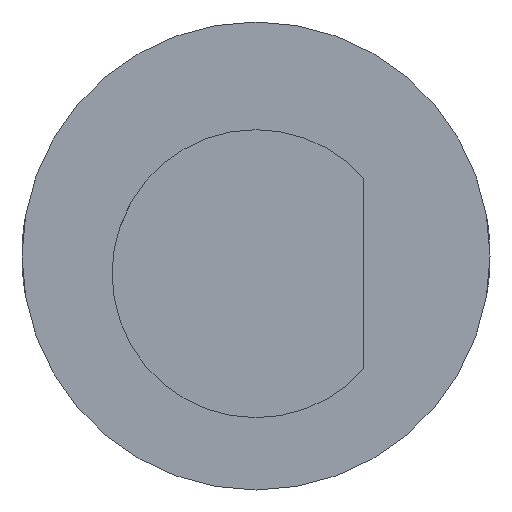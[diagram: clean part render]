
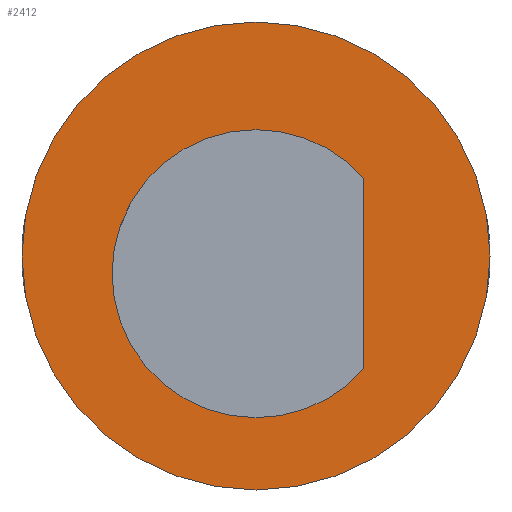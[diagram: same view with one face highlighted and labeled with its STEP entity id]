
A CAD part, front view. The second image highlights one B-rep face of the part: STEP entity #2412.
In plain terms, the highlighted planar face has unit normal (0, -1, 0).
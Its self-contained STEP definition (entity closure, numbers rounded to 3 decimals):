
#46 = EDGE_LOOP ( 'NONE', ( #1128, #413 ) ) ;
#70 = VECTOR ( 'NONE', #1957, 1000. ) ;
#154 = CARTESIAN_POINT ( 'NONE',  ( 0., 0., -10.32 ) ) ;
#213 = ORIENTED_EDGE ( 'NONE', *, *, #1690, .F. ) ;
#313 = VERTEX_POINT ( 'NONE', #1523 ) ;
#384 = AXIS2_PLACEMENT_3D ( 'NONE', #3221, #715, #1728 ) ;
#413 = ORIENTED_EDGE ( 'NONE', *, *, #2753, .T. ) ;
#487 = CARTESIAN_POINT ( 'NONE',  ( 4.76, 0., -4.982 ) ) ;
#492 = AXIS2_PLACEMENT_3D ( 'NONE', #1507, #2994, #1207 ) ;
#503 = PLANE ( 'NONE',  #3015 ) ;
#519 = DIRECTION ( 'NONE',  ( 0., 0., -1. ) ) ;
#621 = CARTESIAN_POINT ( 'NONE',  ( 0., 0., 0. ) ) ;
#653 = VERTEX_POINT ( 'NONE', #2720 ) ;
#689 = VERTEX_POINT ( 'NONE', #1903 ) ;
#715 = DIRECTION ( 'NONE',  ( 0., -1., 0. ) ) ;
#800 = CARTESIAN_POINT ( 'NONE',  ( 0., 0., -7.129 ) ) ;
#986 = DIRECTION ( 'NONE',  ( 0., 0., -1. ) ) ;
#1128 = ORIENTED_EDGE ( 'NONE', *, *, #2573, .T. ) ;
#1207 = DIRECTION ( 'NONE',  ( 0., 0., -1. ) ) ;
#1265 = CARTESIAN_POINT ( 'NONE',  ( 0., 0., -0.779 ) ) ;
#1303 = CIRCLE ( 'NONE', #2506, 6.35 ) ;
#1409 = EDGE_LOOP ( 'NONE', ( #2586, #213, #2867, #2975 ) ) ;
#1437 = LINE ( 'NONE', #1744, #70 ) ;
#1452 = EDGE_CURVE ( 'NONE', #653, #1685, #1303, .T. ) ;
#1506 = CIRCLE ( 'NONE', #492, 10.32 ) ;
#1507 = CARTESIAN_POINT ( 'NONE',  ( 0., 0., 0. ) ) ;
#1522 = DIRECTION ( 'NONE',  ( 0., 0., 1. ) ) ;
#1523 = CARTESIAN_POINT ( 'NONE',  ( 0., 0., 10.32 ) ) ;
#1685 = VERTEX_POINT ( 'NONE', #800 ) ;
#1690 = EDGE_CURVE ( 'NONE', #1685, #2458, #1886, .T. ) ;
#1715 = CARTESIAN_POINT ( 'NONE',  ( -10.32, 0., 0. ) ) ;
#1728 = DIRECTION ( 'NONE',  ( 0., 0., -1. ) ) ;
#1744 = CARTESIAN_POINT ( 'NONE',  ( 4.76, 0., 3.424 ) ) ;
#1886 = CIRCLE ( 'NONE', #2195, 6.35 ) ;
#1898 = DIRECTION ( 'NONE',  ( 0., -1., 0. ) ) ;
#1903 = CARTESIAN_POINT ( 'NONE',  ( 4.76, 0., 3.424 ) ) ;
#1918 = CIRCLE ( 'NONE', #384, 6.35 ) ;
#1957 = DIRECTION ( 'NONE',  ( 0., 0., 1. ) ) ;
#1959 = FACE_OUTER_BOUND ( 'NONE', #46, .T. ) ;
#1975 = DIRECTION ( 'NONE',  ( 0., -1., 0. ) ) ;
#2181 = AXIS2_PLACEMENT_3D ( 'NONE', #621, #1898, #3108 ) ;
#2195 = AXIS2_PLACEMENT_3D ( 'NONE', #1265, #2781, #519 ) ;
#2242 = CARTESIAN_POINT ( 'NONE',  ( 0., 0., -0.779 ) ) ;
#2412 = ADVANCED_FACE ( 'NONE', ( #2731, #1959 ), #503, .F. ) ;
#2458 = VERTEX_POINT ( 'NONE', #487 ) ;
#2506 = AXIS2_PLACEMENT_3D ( 'NONE', #2242, #1975, #986 ) ;
#2573 = EDGE_CURVE ( 'NONE', #2884, #313, #1506, .T. ) ;
#2586 = ORIENTED_EDGE ( 'NONE', *, *, #2948, .F. ) ;
#2720 = CARTESIAN_POINT ( 'NONE',  ( 0., 0., 5.571 ) ) ;
#2731 = FACE_BOUND ( 'NONE', #1409, .T. ) ;
#2753 = EDGE_CURVE ( 'NONE', #313, #2884, #2757, .T. ) ;
#2757 = CIRCLE ( 'NONE', #2181, 10.32 ) ;
#2781 = DIRECTION ( 'NONE',  ( 0., -1., 0. ) ) ;
#2867 = ORIENTED_EDGE ( 'NONE', *, *, #1452, .F. ) ;
#2884 = VERTEX_POINT ( 'NONE', #154 ) ;
#2948 = EDGE_CURVE ( 'NONE', #2458, #689, #1437, .T. ) ;
#2960 = DIRECTION ( 'NONE',  ( 0., 1., 0. ) ) ;
#2975 = ORIENTED_EDGE ( 'NONE', *, *, #3153, .F. ) ;
#2994 = DIRECTION ( 'NONE',  ( 0., -1., 0. ) ) ;
#3015 = AXIS2_PLACEMENT_3D ( 'NONE', #1715, #2960, #1522 ) ;
#3108 = DIRECTION ( 'NONE',  ( 0., 0., -1. ) ) ;
#3153 = EDGE_CURVE ( 'NONE', #689, #653, #1918, .T. ) ;
#3221 = CARTESIAN_POINT ( 'NONE',  ( 0., 0., -0.779 ) ) ;
